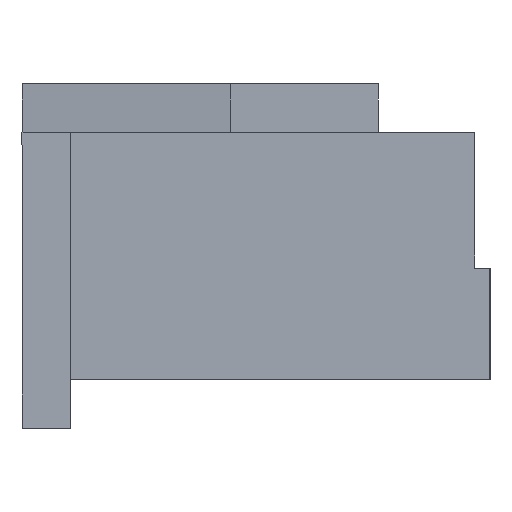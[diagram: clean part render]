
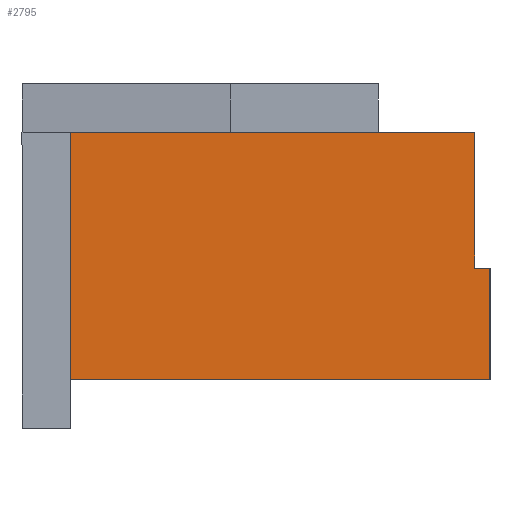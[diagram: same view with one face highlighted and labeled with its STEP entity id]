
A CAD part, left-side view. The second image highlights one B-rep face of the part: STEP entity #2795.
In plain terms, the highlighted planar face has unit normal (-1, 0, 0).
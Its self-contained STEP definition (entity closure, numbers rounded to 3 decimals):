
#2795 = ADVANCED_FACE ( 'NONE', ( #6376 ), #6375, .T. ) ;
#2796 = EDGE_LOOP ( 'NONE', ( #2797, #2803, #2806, #2808, #2809, #2812 ) ) ;
#2797 = ORIENTED_EDGE ( 'NONE', *, *, #2800, .F. ) ;
#2800 = EDGE_CURVE ( 'NONE', #2801, #2802, #6365, .T. ) ;
#2801 = VERTEX_POINT ( 'NONE', #6361 ) ;
#2802 = VERTEX_POINT ( 'NONE', #6360 ) ;
#2803 = ORIENTED_EDGE ( 'NONE', *, *, #2804, .F. ) ;
#2804 = EDGE_CURVE ( 'NONE', #2805, #2801, #6423, .T. ) ;
#2805 = VERTEX_POINT ( 'NONE', #6419 ) ;
#2806 = ORIENTED_EDGE ( 'NONE', *, *, #2807, .F. ) ;
#2807 = EDGE_CURVE ( 'NONE', #3333, #2805, #6418, .T. ) ;
#2808 = ORIENTED_EDGE ( 'NONE', *, *, #3335, .T. ) ;
#2809 = ORIENTED_EDGE ( 'NONE', *, *, #2810, .T. ) ;
#2810 = EDGE_CURVE ( 'NONE', #3337, #2811, #6414, .T. ) ;
#2811 = VERTEX_POINT ( 'NONE', #6410 ) ;
#2812 = ORIENTED_EDGE ( 'NONE', *, *, #2868, .F. ) ;
#2868 = EDGE_CURVE ( 'NONE', #2802, #2811, #6506, .T. ) ;
#3333 = VERTEX_POINT ( 'NONE', #8424 ) ;
#3335 = EDGE_CURVE ( 'NONE', #3333, #3337, #8423, .T. ) ;
#3337 = VERTEX_POINT ( 'NONE', #8419 ) ;
#6360 = CARTESIAN_POINT ( 'NONE',  ( -20.35, -3.63, 2.65 ) ) ;
#6361 = CARTESIAN_POINT ( 'NONE',  ( -20.35, -3.63, 4.9 ) ) ;
#6362 = DIRECTION ( 'NONE',  ( 0., 0., -1. ) ) ;
#6363 = VECTOR ( 'NONE', #6362, 1000. ) ;
#6364 = CARTESIAN_POINT ( 'NONE',  ( -20.35, -3.63, 0.8 ) ) ;
#6365 = LINE ( 'NONE', #6364, #6363 ) ;
#6371 = DIRECTION ( 'NONE',  ( 0., -1., 0. ) ) ;
#6372 = DIRECTION ( 'NONE',  ( -1., 0., 0. ) ) ;
#6373 = CARTESIAN_POINT ( 'NONE',  ( -20.35, 3.87, 0.8 ) ) ;
#6374 = AXIS2_PLACEMENT_3D ( 'NONE', #6373, #6372, #6371 ) ;
#6375 = PLANE ( 'NONE',  #6374 ) ;
#6376 = FACE_OUTER_BOUND ( 'NONE', #2796, .T. ) ;
#6410 = CARTESIAN_POINT ( 'NONE',  ( -20.35, -3.88, 2.65 ) ) ;
#6411 = DIRECTION ( 'NONE',  ( 0., 0., 1. ) ) ;
#6412 = VECTOR ( 'NONE', #6411, 1000. ) ;
#6413 = CARTESIAN_POINT ( 'NONE',  ( -20.35, -3.88, 0.8 ) ) ;
#6414 = LINE ( 'NONE', #6413, #6412 ) ;
#6415 = DIRECTION ( 'NONE',  ( 0., 0., 1. ) ) ;
#6416 = VECTOR ( 'NONE', #6415, 1000. ) ;
#6417 = CARTESIAN_POINT ( 'NONE',  ( -20.35, 3.07, 0.8 ) ) ;
#6418 = LINE ( 'NONE', #6417, #6416 ) ;
#6419 = CARTESIAN_POINT ( 'NONE',  ( -20.35, 3.07, 4.9 ) ) ;
#6420 = DIRECTION ( 'NONE',  ( 0., -1., 0. ) ) ;
#6421 = VECTOR ( 'NONE', #6420, 1000. ) ;
#6422 = CARTESIAN_POINT ( 'NONE',  ( -20.35, 3.87, 4.9 ) ) ;
#6423 = LINE ( 'NONE', #6422, #6421 ) ;
#6503 = DIRECTION ( 'NONE',  ( 0., -1., 0. ) ) ;
#6504 = VECTOR ( 'NONE', #6503, 1000. ) ;
#6505 = CARTESIAN_POINT ( 'NONE',  ( -20.35, 3.87, 2.65 ) ) ;
#6506 = LINE ( 'NONE', #6505, #6504 ) ;
#8419 = CARTESIAN_POINT ( 'NONE',  ( -20.35, -3.88, 0.8 ) ) ;
#8420 = DIRECTION ( 'NONE',  ( 0., -1., 0. ) ) ;
#8421 = VECTOR ( 'NONE', #8420, 1000. ) ;
#8422 = CARTESIAN_POINT ( 'NONE',  ( -20.35, 3.87, 0.8 ) ) ;
#8423 = LINE ( 'NONE', #8422, #8421 ) ;
#8424 = CARTESIAN_POINT ( 'NONE',  ( -20.35, 3.07, 0.8 ) ) ;
